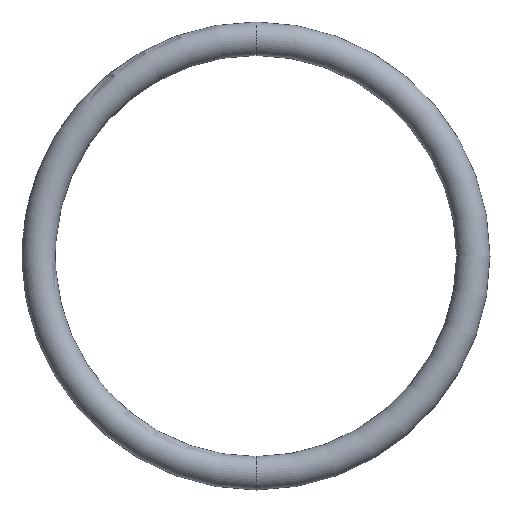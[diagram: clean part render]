
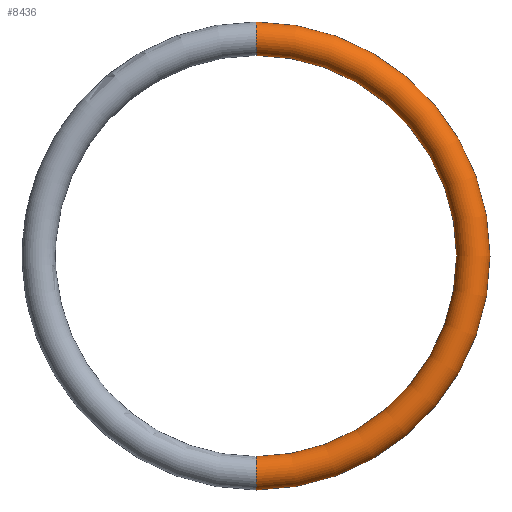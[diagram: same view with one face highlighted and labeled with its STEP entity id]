
A CAD part, front view. The second image highlights one B-rep face of the part: STEP entity #8436.
In plain terms, the highlighted toroidal (fillet/blend) face has major radius 26 mm and minor radius 2 mm.
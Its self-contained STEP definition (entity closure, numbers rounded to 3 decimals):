
#286 = CARTESIAN_POINT ( 'NONE',  ( 0., 0., 28. ) ) ;
#1262 = CIRCLE ( 'NONE', #1760, 28. ) ;
#1760 = AXIS2_PLACEMENT_3D ( 'NONE', #6408, #10846, #2915 ) ;
#1808 = DIRECTION ( 'NONE',  ( 0., 0., -1. ) ) ;
#1848 = CARTESIAN_POINT ( 'NONE',  ( 0., 0., 0. ) ) ;
#2189 = CARTESIAN_POINT ( 'NONE',  ( 0., 0., -26. ) ) ;
#2284 = DIRECTION ( 'NONE',  ( 0., 0., 1. ) ) ;
#2639 = VERTEX_POINT ( 'NONE', #6380 ) ;
#2915 = DIRECTION ( 'NONE',  ( 0., 0., -1. ) ) ;
#2983 = TOROIDAL_SURFACE ( 'NONE', #12735, 26., 2. ) ;
#3690 = AXIS2_PLACEMENT_3D ( 'NONE', #12922, #9712, #1808 ) ;
#4559 = VERTEX_POINT ( 'NONE', #14365 ) ;
#4843 = CARTESIAN_POINT ( 'NONE',  ( 0., 0., 0. ) ) ;
#5971 = DIRECTION ( 'NONE',  ( 0., 0., -1. ) ) ;
#6234 = AXIS2_PLACEMENT_3D ( 'NONE', #2189, #10227, #2284 ) ;
#6295 = CARTESIAN_POINT ( 'NONE',  ( 0., 0., 24. ) ) ;
#6380 = CARTESIAN_POINT ( 'NONE',  ( 0., 0., -28. ) ) ;
#6385 = EDGE_CURVE ( 'NONE', #4559, #9844, #9148, .T. ) ;
#6408 = CARTESIAN_POINT ( 'NONE',  ( 0., 0., 0. ) ) ;
#6534 = ORIENTED_EDGE ( 'NONE', *, *, #7141, .T. ) ;
#6571 = AXIS2_PLACEMENT_3D ( 'NONE', #1848, #10865, #12001 ) ;
#6845 = FACE_OUTER_BOUND ( 'NONE', #12880, .T. ) ;
#7013 = VERTEX_POINT ( 'NONE', #286 ) ;
#7141 = EDGE_CURVE ( 'NONE', #2639, #7013, #1262, .T. ) ;
#8151 = ORIENTED_EDGE ( 'NONE', *, *, #12667, .T. ) ;
#8263 = DIRECTION ( 'NONE',  ( 0., -1., 0. ) ) ;
#8436 = ADVANCED_FACE ( 'NONE', ( #6845 ), #2983, .T. ) ;
#9148 = CIRCLE ( 'NONE', #6571, 24. ) ;
#9712 = DIRECTION ( 'NONE',  ( 1., 0., 0. ) ) ;
#9844 = VERTEX_POINT ( 'NONE', #6295 ) ;
#9963 = CIRCLE ( 'NONE', #3690, 2. ) ;
#10227 = DIRECTION ( 'NONE',  ( -1., 0., 0. ) ) ;
#10846 = DIRECTION ( 'NONE',  ( 0., -1., 0. ) ) ;
#10865 = DIRECTION ( 'NONE',  ( 0., -1., 0. ) ) ;
#11522 = CIRCLE ( 'NONE', #6234, 2. ) ;
#11734 = ORIENTED_EDGE ( 'NONE', *, *, #6385, .F. ) ;
#12001 = DIRECTION ( 'NONE',  ( 0., 0., -1. ) ) ;
#12135 = EDGE_CURVE ( 'NONE', #2639, #4559, #11522, .T. ) ;
#12667 = EDGE_CURVE ( 'NONE', #7013, #9844, #9963, .T. ) ;
#12735 = AXIS2_PLACEMENT_3D ( 'NONE', #4843, #8263, #5971 ) ;
#12880 = EDGE_LOOP ( 'NONE', ( #13000, #6534, #8151, #11734 ) ) ;
#12922 = CARTESIAN_POINT ( 'NONE',  ( 0., 0., 26. ) ) ;
#13000 = ORIENTED_EDGE ( 'NONE', *, *, #12135, .F. ) ;
#14365 = CARTESIAN_POINT ( 'NONE',  ( 0., 0., -24. ) ) ;
